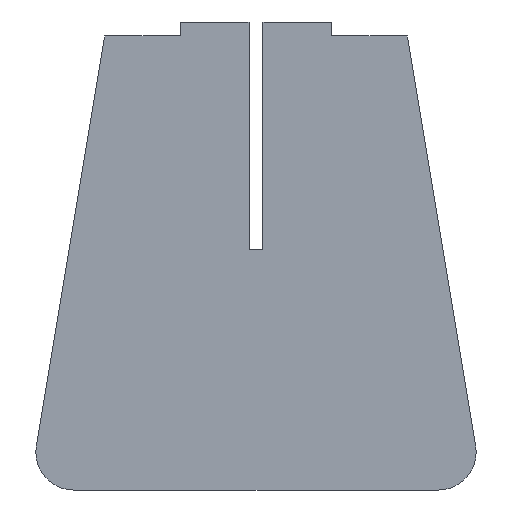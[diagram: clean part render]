
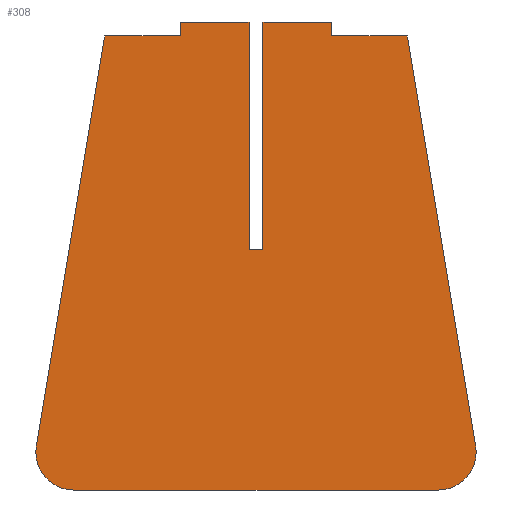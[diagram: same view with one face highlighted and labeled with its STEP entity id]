
A CAD part, front view. The second image highlights one B-rep face of the part: STEP entity #308.
In plain terms, the highlighted planar face has unit normal (0, -1, 0).
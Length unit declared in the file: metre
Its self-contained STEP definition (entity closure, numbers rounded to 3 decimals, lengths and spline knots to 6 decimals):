
#13=CIRCLE('',#333,0.05);
#15=CIRCLE('',#337,0.05);
#74=ORIENTED_EDGE('',*,*,#104,.T.);
#75=ORIENTED_EDGE('',*,*,#108,.T.);
#76=ORIENTED_EDGE('',*,*,#111,.F.);
#77=ORIENTED_EDGE('',*,*,#114,.F.);
#78=ORIENTED_EDGE('',*,*,#117,.T.);
#79=ORIENTED_EDGE('',*,*,#120,.T.);
#80=ORIENTED_EDGE('',*,*,#123,.T.);
#81=ORIENTED_EDGE('',*,*,#126,.T.);
#82=ORIENTED_EDGE('',*,*,#129,.T.);
#83=ORIENTED_EDGE('',*,*,#132,.T.);
#84=ORIENTED_EDGE('',*,*,#135,.T.);
#85=ORIENTED_EDGE('',*,*,#138,.T.);
#86=ORIENTED_EDGE('',*,*,#141,.T.);
#87=ORIENTED_EDGE('',*,*,#143,.T.);
#104=EDGE_CURVE('',#147,#146,#174,.T.);
#108=EDGE_CURVE('',#146,#149,#178,.T.);
#111=EDGE_CURVE('',#151,#149,#181,.T.);
#114=EDGE_CURVE('',#153,#151,#184,.T.);
#117=EDGE_CURVE('',#153,#155,#187,.T.);
#120=EDGE_CURVE('',#155,#157,#190,.T.);
#123=EDGE_CURVE('',#157,#159,#193,.T.);
#126=EDGE_CURVE('',#159,#161,#196,.T.);
#129=EDGE_CURVE('',#161,#163,#13,.T.);
#132=EDGE_CURVE('',#163,#165,#200,.T.);
#135=EDGE_CURVE('',#165,#167,#15,.T.);
#138=EDGE_CURVE('',#167,#169,#204,.T.);
#141=EDGE_CURVE('',#169,#171,#207,.T.);
#143=EDGE_CURVE('',#171,#147,#209,.T.);
#146=VERTEX_POINT('',#429);
#147=VERTEX_POINT('',#431);
#149=VERTEX_POINT('',#437);
#151=VERTEX_POINT('',#443);
#153=VERTEX_POINT('',#449);
#155=VERTEX_POINT('',#455);
#157=VERTEX_POINT('',#461);
#159=VERTEX_POINT('',#467);
#161=VERTEX_POINT('',#473);
#163=VERTEX_POINT('',#479);
#165=VERTEX_POINT('',#485);
#167=VERTEX_POINT('',#491);
#169=VERTEX_POINT('',#497);
#171=VERTEX_POINT('',#503);
#174=LINE('',#430,#212);
#178=LINE('',#438,#216);
#181=LINE('',#444,#219);
#184=LINE('',#450,#222);
#187=LINE('',#456,#225);
#190=LINE('',#462,#228);
#193=LINE('',#468,#231);
#196=LINE('',#474,#234);
#200=LINE('',#486,#238);
#204=LINE('',#498,#242);
#207=LINE('',#504,#245);
#209=LINE('',#507,#247);
#212=VECTOR('',#349,1.);
#216=VECTOR('',#355,1.);
#219=VECTOR('',#360,1.);
#222=VECTOR('',#365,1.);
#225=VECTOR('',#370,1.);
#228=VECTOR('',#375,1.);
#231=VECTOR('',#380,1.);
#234=VECTOR('',#385,1.);
#238=VECTOR('',#397,1.);
#242=VECTOR('',#409,1.);
#245=VECTOR('',#414,1.);
#247=VECTOR('',#418,1.);
#262=EDGE_LOOP('',(#74,#75,#76,#77,#78,#79,#80,#81,#82,#83,#84,#85,#86,
#87));
#278=FACE_BOUND('',#262,.T.);
#292=PLANE('',#341);
#308=ADVANCED_FACE('',(#278),#292,.T.);
#333=AXIS2_PLACEMENT_3D('',#480,#391,#392);
#337=AXIS2_PLACEMENT_3D('',#492,#403,#404);
#341=AXIS2_PLACEMENT_3D('',#508,#419,#420);
#349=DIRECTION('',(-1.,0.,0.));
#355=DIRECTION('',(0.,0.,-1.));
#360=DIRECTION('',(1.,0.,0.));
#365=DIRECTION('',(0.,0.,-1.));
#370=DIRECTION('',(-1.,0.,0.));
#375=DIRECTION('',(0.,0.,-1.));
#380=DIRECTION('',(-1.,0.,0.));
#385=DIRECTION('',(-0.164,0.,-0.986));
#391=DIRECTION('',(0.,-1.,0.));
#392=DIRECTION('',(0.,0.,-1.));
#397=DIRECTION('',(1.,0.,0.));
#403=DIRECTION('',(0.,-1.,0.));
#404=DIRECTION('',(0.,0.,-1.));
#409=DIRECTION('',(-0.164,0.,0.986));
#414=DIRECTION('',(-1.,0.,0.));
#418=DIRECTION('',(0.,0.,1.));
#419=DIRECTION('',(0.,-1.,0.));
#420=DIRECTION('',(1.,0.,0.));
#429=CARTESIAN_POINT('',(-0.043475,-0.0185,0.0185));
#430=CARTESIAN_POINT('',(0.0019,-0.0185,0.0185));
#431=CARTESIAN_POINT('',(0.047275,-0.0185,0.0185));
#437=CARTESIAN_POINT('',(-0.043475,-0.0185,-0.2815));
#438=CARTESIAN_POINT('',(-0.043475,-0.0185,-0.1315));
#443=CARTESIAN_POINT('',(-0.061975,-0.0185,-0.2815));
#444=CARTESIAN_POINT('',(-0.052725,-0.0185,-0.2815));
#449=CARTESIAN_POINT('',(-0.061975,-0.0185,0.0185));
#450=CARTESIAN_POINT('',(-0.061975,-0.0185,-0.1315));
#455=CARTESIAN_POINT('',(-0.152725,-0.0185,0.0185));
#456=CARTESIAN_POINT('',(-0.10735,-0.0185,0.0185));
#461=CARTESIAN_POINT('',(-0.152725,-0.0185,0.));
#462=CARTESIAN_POINT('',(-0.152725,-0.0185,0.00925));
#467=CARTESIAN_POINT('',(-0.252725,-0.0185,0.));
#468=CARTESIAN_POINT('',(-0.202725,-0.0185,0.));
#473=CARTESIAN_POINT('',(-0.343021,-0.0185,-0.54178));
#474=CARTESIAN_POINT('',(-0.297873,-0.0185,-0.27089));
#479=CARTESIAN_POINT('',(-0.293702,-0.0185,-0.6));
#480=CARTESIAN_POINT('',(-0.293702,-0.0185,-0.55));
#485=CARTESIAN_POINT('',(0.188252,-0.0185,-0.6));
#486=CARTESIAN_POINT('',(-0.052725,-0.0185,-0.6));
#491=CARTESIAN_POINT('',(0.237572,-0.0185,-0.54178));
#492=CARTESIAN_POINT('',(0.188252,-0.0185,-0.55));
#497=CARTESIAN_POINT('',(0.147275,-0.0185,0.));
#498=CARTESIAN_POINT('',(0.192424,-0.0185,-0.27089));
#503=CARTESIAN_POINT('',(0.047275,-0.0185,0.));
#504=CARTESIAN_POINT('',(0.097275,-0.0185,0.));
#507=CARTESIAN_POINT('',(0.047275,-0.0185,0.00925));
#508=CARTESIAN_POINT('',(-0.449072,-0.0185,0.038189));
